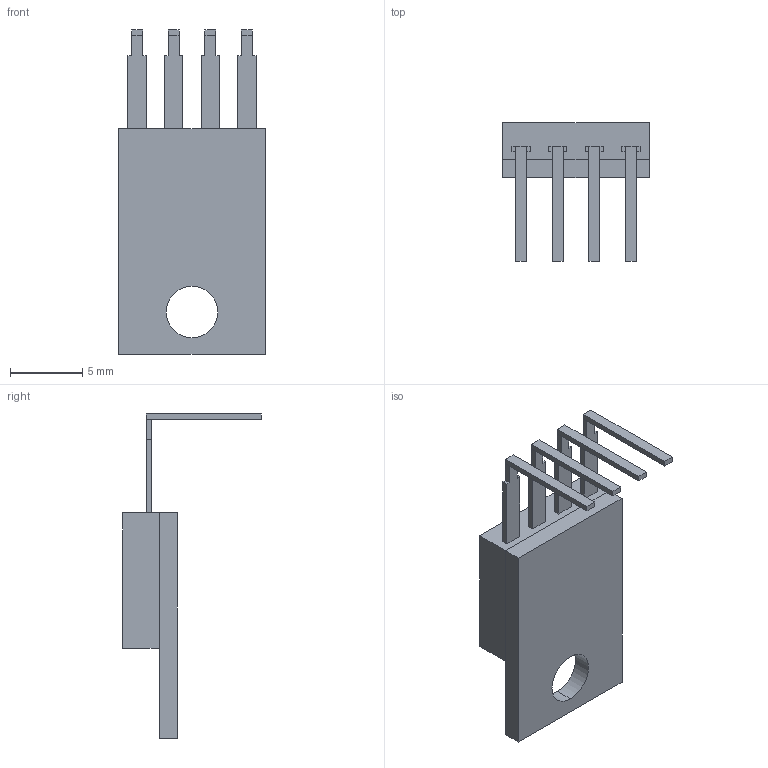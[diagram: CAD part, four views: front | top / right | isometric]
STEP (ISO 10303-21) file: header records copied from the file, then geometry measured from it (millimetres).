
FILE_DESCRIPTION(('FreeCAD Model'),'2;1');
FILE_NAME('Open CASCADE Shape Model','2023-12-13T15:04:11',(''),(''), 'Open CASCADE STEP processor 7.6','FreeCAD','Unknown');
FILE_SCHEMA(('AUTOMOTIVE_DESIGN { 1 0 10303 214 1 1 1 1 }'));
Length unit declared in the file: millimetre
Products named in the file (8): Unnamed; VPR223; VPR221; Cut; Body; Body001; Body002; Body003
Assembly tree (7 placements, depth 3):
  Unnamed
    VPR223
      VPR221
      Cut
    Body
    Body001
    Body002
    Body003
Bounding box: 10.16 x 9.64 x 22.49 mm (x, y, z)
Volume: 452 mm3; surface area: 822.6 mm2
Topology: 6 solids, 6 shells, 74 faces, 174 edges, 116 vertices
Faces by surface type: plane 72, cylinder 2
Entity records: 2274 total; most frequent: CARTESIAN_POINT 372, ORIENTED_EDGE 348, DIRECTION 342, EDGE_CURVE 174, LINE 170, VECTOR 170, VERTEX_POINT 116, AXIS2_PLACEMENT_3D 86
